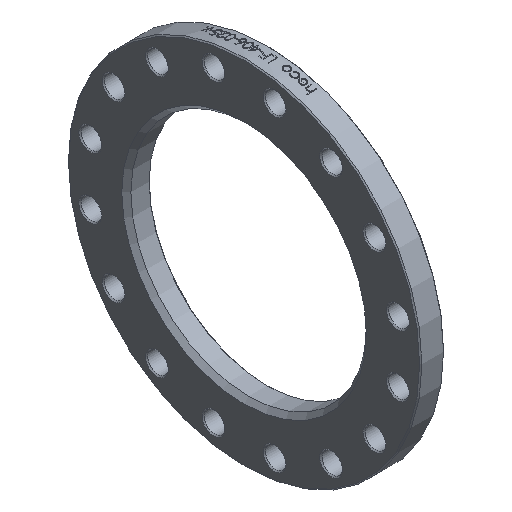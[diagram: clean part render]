
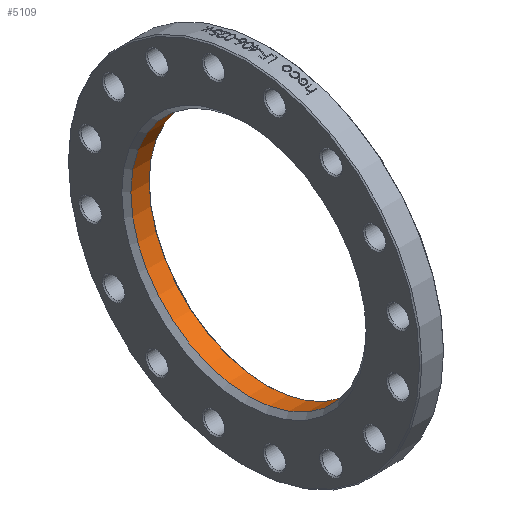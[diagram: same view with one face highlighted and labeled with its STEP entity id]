
A CAD part, isometric view. The second image highlights one B-rep face of the part: STEP entity #5109.
In plain terms, the highlighted cylindrical face has radius 206.5 mm (diameter 413 mm), a full revolution.
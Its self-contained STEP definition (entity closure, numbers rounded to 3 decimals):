
#271 = EDGE_LOOP ( 'NONE', ( #6062 ) ) ;
#311 = FACE_OUTER_BOUND ( 'NONE', #271, .T. ) ;
#441 = CIRCLE ( 'NONE', #6352, 206.5 ) ;
#709 = DIRECTION ( 'NONE',  ( 0., 0., -1. ) ) ;
#743 = CARTESIAN_POINT ( 'NONE',  ( 8., 0., 0. ) ) ;
#804 = CYLINDRICAL_SURFACE ( 'NONE', #1281, 206.5 ) ;
#1281 = AXIS2_PLACEMENT_3D ( 'NONE', #1936, #4262, #6022 ) ;
#1936 = CARTESIAN_POINT ( 'NONE',  ( 0., 0., 0. ) ) ;
#2985 = EDGE_LOOP ( 'NONE', ( #4690 ) ) ;
#3247 = VERTEX_POINT ( 'NONE', #7358 ) ;
#3704 = CIRCLE ( 'NONE', #5157, 206.5 ) ;
#4022 = CARTESIAN_POINT ( 'NONE',  ( 40., 0., 0. ) ) ;
#4106 = VERTEX_POINT ( 'NONE', #6341 ) ;
#4135 = DIRECTION ( 'NONE',  ( -1., 0., 0. ) ) ;
#4262 = DIRECTION ( 'NONE',  ( -1., 0., 0. ) ) ;
#4690 = ORIENTED_EDGE ( 'NONE', *, *, #7268, .T. ) ;
#4873 = FACE_OUTER_BOUND ( 'NONE', #2985, .T. ) ;
#5109 = ADVANCED_FACE ( 'NONE', ( #4873, #311 ), #804, .F. ) ;
#5157 = AXIS2_PLACEMENT_3D ( 'NONE', #743, #4135, #709 ) ;
#5520 = EDGE_CURVE ( 'NONE', #3247, #3247, #441, .T. ) ;
#6022 = DIRECTION ( 'NONE',  ( 0., 0., 1. ) ) ;
#6062 = ORIENTED_EDGE ( 'NONE', *, *, #5520, .T. ) ;
#6328 = DIRECTION ( 'NONE',  ( 0., 0., 1. ) ) ;
#6341 = CARTESIAN_POINT ( 'NONE',  ( 8., 0., -206.5 ) ) ;
#6352 = AXIS2_PLACEMENT_3D ( 'NONE', #4022, #6472, #6328 ) ;
#6472 = DIRECTION ( 'NONE',  ( 1., 0., 0. ) ) ;
#7268 = EDGE_CURVE ( 'NONE', #4106, #4106, #3704, .T. ) ;
#7358 = CARTESIAN_POINT ( 'NONE',  ( 40., 0., 206.5 ) ) ;
